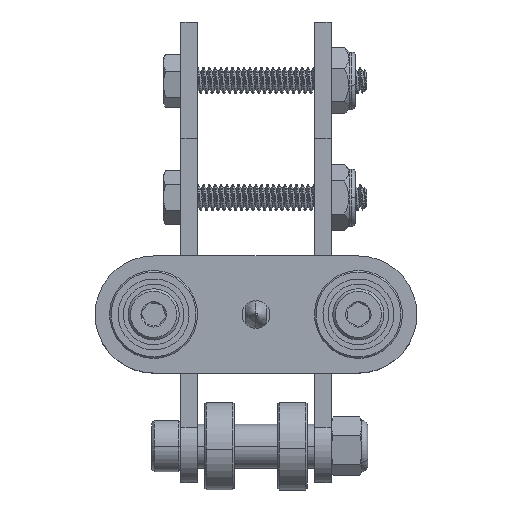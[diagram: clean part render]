
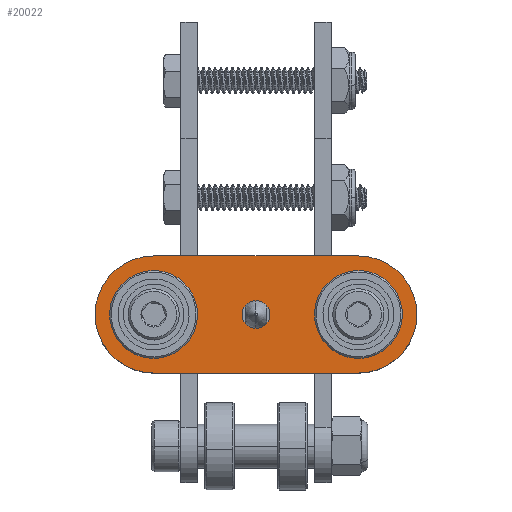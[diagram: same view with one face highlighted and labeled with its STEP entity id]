
A CAD part, top view. The second image highlights one B-rep face of the part: STEP entity #20022.
In plain terms, the highlighted face is planar.
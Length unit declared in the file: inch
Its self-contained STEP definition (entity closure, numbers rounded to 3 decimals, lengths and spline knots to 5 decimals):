
#309 = EDGE_CURVE ( 'NONE', #13808, #26418, #540, .T. ) ;
#410 = EDGE_LOOP ( 'NONE', ( #11077, #24225, #12715, #14899, #21575 ) ) ;
#442 = CARTESIAN_POINT ( 'NONE',  ( -0.62992, 0., 0. ) ) ;
#540 = CIRCLE ( 'NONE', #10817, 0.07874 ) ;
#1809 = CIRCLE ( 'NONE', #20684, 0.31496 ) ;
#1822 = ORIENTED_EDGE ( 'NONE', *, *, #8020, .T. ) ;
#2102 = LINE ( 'NONE', #12401, #24565 ) ;
#3441 = CARTESIAN_POINT ( 'NONE',  ( 0., 0., 0. ) ) ;
#3642 = ORIENTED_EDGE ( 'NONE', *, *, #8404, .T. ) ;
#3652 = VERTEX_POINT ( 'NONE', #29123 ) ;
#3730 = VERTEX_POINT ( 'NONE', #16611 ) ;
#4465 = AXIS2_PLACEMENT_3D ( 'NONE', #7995, #18273, #28604 ) ;
#5131 = ORIENTED_EDGE ( 'NONE', *, *, #31628, .T. ) ;
#5134 = DIRECTION ( 'NONE',  ( 1., 0., 0. ) ) ;
#5259 = CARTESIAN_POINT ( 'NONE',  ( 0., 0.31496, 0. ) ) ;
#5971 = FACE_BOUND ( 'NONE', #7814, .T. ) ;
#6017 = DIRECTION ( 'NONE',  ( 1., 0., 0. ) ) ;
#6207 = DIRECTION ( 'NONE',  ( 1., 0., 0. ) ) ;
#6494 = EDGE_CURVE ( 'NONE', #3652, #8764, #2102, .T. ) ;
#7349 = EDGE_CURVE ( 'NONE', #8764, #30566, #21386, .T. ) ;
#7590 = CARTESIAN_POINT ( 'NONE',  ( 0.55118, 0., 0. ) ) ;
#7814 = EDGE_LOOP ( 'NONE', ( #3642, #24943 ) ) ;
#7995 = CARTESIAN_POINT ( 'NONE',  ( 0., 0., 0. ) ) ;
#8020 = EDGE_CURVE ( 'NONE', #26418, #13808, #14909, .T. ) ;
#8404 = EDGE_CURVE ( 'NONE', #23712, #10091, #30025, .T. ) ;
#8406 = CIRCLE ( 'NONE', #27322, 0.31496 ) ;
#8764 = VERTEX_POINT ( 'NONE', #23291 ) ;
#8855 = DIRECTION ( 'NONE',  ( 0., 0., 1. ) ) ;
#9740 = CARTESIAN_POINT ( 'NONE',  ( 0.62992, 0., 0. ) ) ;
#9972 = CARTESIAN_POINT ( 'NONE',  ( 0.47244, 0., 0. ) ) ;
#10091 = VERTEX_POINT ( 'NONE', #28697 ) ;
#10202 = DIRECTION ( 'NONE',  ( 0., 0., 1. ) ) ;
#10817 = AXIS2_PLACEMENT_3D ( 'NONE', #19034, #29353, #6207 ) ;
#11077 = ORIENTED_EDGE ( 'NONE', *, *, #6494, .F. ) ;
#11141 = CARTESIAN_POINT ( 'NONE',  ( -0.55118, 0., 0. ) ) ;
#11699 = CARTESIAN_POINT ( 'NONE',  ( 0., 0., 0. ) ) ;
#12401 = CARTESIAN_POINT ( 'NONE',  ( 0., -0.31496, 0. ) ) ;
#12715 = ORIENTED_EDGE ( 'NONE', *, *, #33054, .F. ) ;
#12988 = VERTEX_POINT ( 'NONE', #32894 ) ;
#13210 = VECTOR ( 'NONE', #15547, 39.37008 ) ;
#13725 = DIRECTION ( 'NONE',  ( 0., 0., 1. ) ) ;
#13808 = VERTEX_POINT ( 'NONE', #9740 ) ;
#13809 = CIRCLE ( 'NONE', #32706, 0.075 ) ;
#13833 = AXIS2_PLACEMENT_3D ( 'NONE', #3441, #13725, #24059 ) ;
#14796 = VERTEX_POINT ( 'NONE', #30793 ) ;
#14834 = EDGE_CURVE ( 'NONE', #12988, #30566, #28412, .T. ) ;
#14899 = ORIENTED_EDGE ( 'NONE', *, *, #14834, .T. ) ;
#14909 = CIRCLE ( 'NONE', #27898, 0.07874 ) ;
#15479 = CIRCLE ( 'NONE', #19797, 0.07874 ) ;
#15547 = DIRECTION ( 'NONE',  ( 1., 0., 0. ) ) ;
#15796 = EDGE_CURVE ( 'NONE', #14796, #3652, #8406, .T. ) ;
#16056 = EDGE_CURVE ( 'NONE', #29679, #3730, #13809, .T. ) ;
#16251 = FACE_BOUND ( 'NONE', #24344, .T. ) ;
#16611 = CARTESIAN_POINT ( 'NONE',  ( 0.075, 0., 0. ) ) ;
#17869 = DIRECTION ( 'NONE',  ( 0., 0., 1. ) ) ;
#17950 = CARTESIAN_POINT ( 'NONE',  ( -0.55118, 0., 0. ) ) ;
#18273 = DIRECTION ( 'NONE',  ( 0., 0., 1. ) ) ;
#18795 = FACE_BOUND ( 'NONE', #25098, .T. ) ;
#18841 = CARTESIAN_POINT ( 'NONE',  ( 0.55118, 0., 0. ) ) ;
#19018 = CIRCLE ( 'NONE', #4465, 0.075 ) ;
#19034 = CARTESIAN_POINT ( 'NONE',  ( 0.55118, 0., 0. ) ) ;
#19145 = DIRECTION ( 'NONE',  ( 1., 0., 0. ) ) ;
#19755 = AXIS2_PLACEMENT_3D ( 'NONE', #11141, #21456, #31781 ) ;
#19797 = AXIS2_PLACEMENT_3D ( 'NONE', #32006, #8855, #19145 ) ;
#20022 = ADVANCED_FACE ( 'NONE', ( #18795, #29107, #5971, #16251 ), #26601, .F. ) ;
#20214 = ORIENTED_EDGE ( 'NONE', *, *, #16056, .T. ) ;
#20513 = DIRECTION ( 'NONE',  ( 1., 0., 0. ) ) ;
#20684 = AXIS2_PLACEMENT_3D ( 'NONE', #17950, #28291, #5134 ) ;
#21386 = CIRCLE ( 'NONE', #22968, 0.31496 ) ;
#21456 = DIRECTION ( 'NONE',  ( 0., 0., 1. ) ) ;
#21575 = ORIENTED_EDGE ( 'NONE', *, *, #7349, .F. ) ;
#22019 = DIRECTION ( 'NONE',  ( 0., 0., 1. ) ) ;
#22713 = DIRECTION ( 'NONE',  ( 1., 0., 0. ) ) ;
#22968 = AXIS2_PLACEMENT_3D ( 'NONE', #7590, #17869, #28208 ) ;
#23291 = CARTESIAN_POINT ( 'NONE',  ( 0.55118, -0.31496, 0. ) ) ;
#23712 = VERTEX_POINT ( 'NONE', #442 ) ;
#24059 = DIRECTION ( 'NONE',  ( 1., 0., 0. ) ) ;
#24087 = EDGE_CURVE ( 'NONE', #10091, #23712, #15479, .T. ) ;
#24225 = ORIENTED_EDGE ( 'NONE', *, *, #15796, .F. ) ;
#24344 = EDGE_LOOP ( 'NONE', ( #1822, #25084 ) ) ;
#24565 = VECTOR ( 'NONE', #22713, 39.37008 ) ;
#24943 = ORIENTED_EDGE ( 'NONE', *, *, #24087, .T. ) ;
#25084 = ORIENTED_EDGE ( 'NONE', *, *, #309, .T. ) ;
#25098 = EDGE_LOOP ( 'NONE', ( #20214, #5131 ) ) ;
#26418 = VERTEX_POINT ( 'NONE', #9972 ) ;
#26601 = PLANE ( 'NONE',  #13833 ) ;
#27322 = AXIS2_PLACEMENT_3D ( 'NONE', #33381, #10202, #20513 ) ;
#27637 = CARTESIAN_POINT ( 'NONE',  ( -0.075, 0., 0. ) ) ;
#27898 = AXIS2_PLACEMENT_3D ( 'NONE', #18841, #29156, #6017 ) ;
#28208 = DIRECTION ( 'NONE',  ( 1., 0., 0. ) ) ;
#28291 = DIRECTION ( 'NONE',  ( 0., 0., 1. ) ) ;
#28412 = LINE ( 'NONE', #5259, #13210 ) ;
#28604 = DIRECTION ( 'NONE',  ( 1., 0., 0. ) ) ;
#28697 = CARTESIAN_POINT ( 'NONE',  ( -0.47244, 0., 0. ) ) ;
#29107 = FACE_OUTER_BOUND ( 'NONE', #410, .T. ) ;
#29123 = CARTESIAN_POINT ( 'NONE',  ( -0.55118, -0.31496, 0. ) ) ;
#29156 = DIRECTION ( 'NONE',  ( 0., 0., 1. ) ) ;
#29353 = DIRECTION ( 'NONE',  ( 0., 0., 1. ) ) ;
#29679 = VERTEX_POINT ( 'NONE', #27637 ) ;
#30025 = CIRCLE ( 'NONE', #19755, 0.07874 ) ;
#30566 = VERTEX_POINT ( 'NONE', #31982 ) ;
#30793 = CARTESIAN_POINT ( 'NONE',  ( -0.86614, 0., 0. ) ) ;
#31628 = EDGE_CURVE ( 'NONE', #3730, #29679, #19018, .T. ) ;
#31781 = DIRECTION ( 'NONE',  ( 1., 0., 0. ) ) ;
#31982 = CARTESIAN_POINT ( 'NONE',  ( 0.55118, 0.31496, 0. ) ) ;
#32006 = CARTESIAN_POINT ( 'NONE',  ( -0.55118, 0., 0. ) ) ;
#32326 = DIRECTION ( 'NONE',  ( 1., 0., 0. ) ) ;
#32706 = AXIS2_PLACEMENT_3D ( 'NONE', #11699, #22019, #32326 ) ;
#32894 = CARTESIAN_POINT ( 'NONE',  ( -0.55118, 0.31496, 0. ) ) ;
#33054 = EDGE_CURVE ( 'NONE', #12988, #14796, #1809, .T. ) ;
#33381 = CARTESIAN_POINT ( 'NONE',  ( -0.55118, 0., 0. ) ) ;
